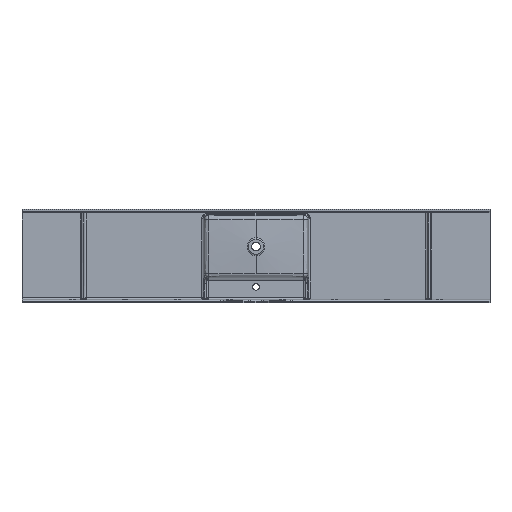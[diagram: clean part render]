
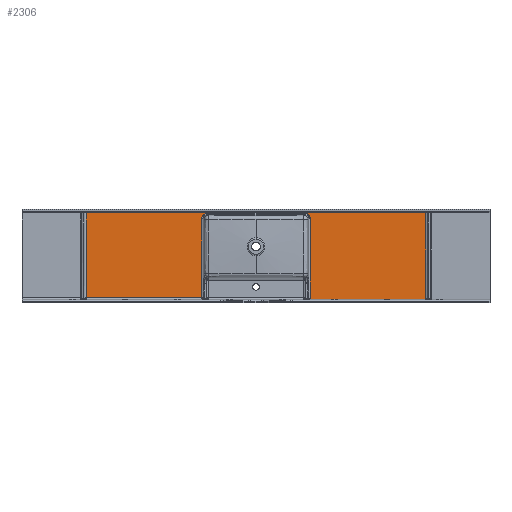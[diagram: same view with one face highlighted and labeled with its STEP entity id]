
A CAD part, front view. The second image highlights one B-rep face of the part: STEP entity #2306.
In plain terms, the highlighted planar face has unit normal (0, -1, 0).
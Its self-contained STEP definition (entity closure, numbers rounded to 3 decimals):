
#169 = DIRECTION ( 'NONE',  ( 0., 0., -1. ) ) ;
#287 = VERTEX_POINT ( 'NONE', #6192 ) ;
#299 = CARTESIAN_POINT ( 'NONE',  ( 259.418, -12., 178.979 ) ) ;
#359 = VECTOR ( 'NONE', #7094, 1000. ) ;
#392 = VECTOR ( 'NONE', #169, 1000. ) ;
#696 = ORIENTED_EDGE ( 'NONE', *, *, #7743, .T. ) ;
#707 = DIRECTION ( 'NONE',  ( 1., 0., 0. ) ) ;
#850 = EDGE_CURVE ( 'NONE', #8196, #6970, #3080, .T. ) ;
#1140 = CARTESIAN_POINT ( 'NONE',  ( 289.239, -12., -280.098 ) ) ;
#1145 = DIRECTION ( 'NONE',  ( 0., 0., 1. ) ) ;
#1327 = ORIENTED_EDGE ( 'NONE', *, *, #9173, .T. ) ;
#1352 = VECTOR ( 'NONE', #5209, 1000. ) ;
#1546 = LINE ( 'NONE', #4417, #2231 ) ;
#1593 = CARTESIAN_POINT ( 'NONE',  ( 285.9, -12., 164.519 ) ) ;
#1614 =( BOUNDED_CURVE ( )  B_SPLINE_CURVE ( 3, ( #3363, #7467, #1140, #6949 ),
 .UNSPECIFIED., .F., .T. ) 
 B_SPLINE_CURVE_WITH_KNOTS ( ( 4, 4 ),
 ( 3.734, 3.783 ),
 .UNSPECIFIED. ) 
 CURVE ( )  GEOMETRIC_REPRESENTATION_ITEM ( )  RATIONAL_B_SPLINE_CURVE ( ( 1., 1., 1., 1. ) ) 
 REPRESENTATION_ITEM ( '' )  );
#1633 = CARTESIAN_POINT ( 'NONE',  ( 0., -12., 0. ) ) ;
#1670 = VECTOR ( 'NONE', #707, 1000. ) ;
#1692 = DIRECTION ( 'NONE',  ( 0., 0., 1. ) ) ;
#1700 = EDGE_CURVE ( 'NONE', #3997, #4151, #1546, .T. ) ;
#1762 = EDGE_CURVE ( 'NONE', #5011, #2749, #8799, .T. ) ;
#1774 = CARTESIAN_POINT ( 'NONE',  ( 274.519, -12., 175.9 ) ) ;
#1907 = CARTESIAN_POINT ( 'NONE',  ( 288.979, -12., -280.089 ) ) ;
#2140 = VECTOR ( 'NONE', #1692, 1000. ) ;
#2231 = VECTOR ( 'NONE', #7180, 1000. ) ;
#2306 = ADVANCED_FACE ( 'NONE', ( #5061 ), #7973, .F. ) ;
#2517 = CARTESIAN_POINT ( 'NONE',  ( -907.342, -12., 180. ) ) ;
#2603 = CARTESIAN_POINT ( 'NONE',  ( -280.21, -12., 170.21 ) ) ;
#2711 = ORIENTED_EDGE ( 'NONE', *, *, #4697, .T. ) ;
#2744 = CARTESIAN_POINT ( 'NONE',  ( -288.979, -12., 149.02 ) ) ;
#2749 = VERTEX_POINT ( 'NONE', #4561 ) ;
#2935 = CARTESIAN_POINT ( 'NONE',  ( 259.02, -12., 178.979 ) ) ;
#3009 = ORIENTED_EDGE ( 'NONE', *, *, #6512, .T. ) ;
#3080 = LINE ( 'NONE', #299, #1352 ) ;
#3360 = VERTEX_POINT ( 'NONE', #8900 ) ;
#3363 = CARTESIAN_POINT ( 'NONE',  ( 288.979, -12., -280.089 ) ) ;
#3385 = CARTESIAN_POINT ( 'NONE',  ( -274.519, -12., 175.9 ) ) ;
#3488 = LINE ( 'NONE', #8351, #392 ) ;
#3490 = CARTESIAN_POINT ( 'NONE',  ( -280.21, -12., 170.21 ) ) ;
#3533 = EDGE_CURVE ( 'NONE', #4669, #3360, #3741, .T. ) ;
#3550 = CARTESIAN_POINT ( 'NONE',  ( 0., -12., -272.638 ) ) ;
#3613 = CARTESIAN_POINT ( 'NONE',  ( 0., -12., -280.098 ) ) ;
#3623 = CARTESIAN_POINT ( 'NONE',  ( -285.9, -12., 164.519 ) ) ;
#3741 =( BOUNDED_CURVE ( )  B_SPLINE_CURVE ( 3, ( #2744, #9095, #3623, #3490 ),
 .UNSPECIFIED., .F., .T. ) 
 B_SPLINE_CURVE_WITH_KNOTS ( ( 4, 4 ),
 ( 5.499, 6.283 ),
 .UNSPECIFIED. ) 
 CURVE ( )  GEOMETRIC_REPRESENTATION_ITEM ( )  RATIONAL_B_SPLINE_CURVE ( ( 1., 0.949, 0.949, 1. ) ) 
 REPRESENTATION_ITEM ( '' )  );
#3875 = ORIENTED_EDGE ( 'NONE', *, *, #6800, .T. ) ;
#3906 = CARTESIAN_POINT ( 'NONE',  ( 280.21, -12., 170.21 ) ) ;
#3986 = CARTESIAN_POINT ( 'NONE',  ( -267.079, -12., 178.979 ) ) ;
#3997 = VERTEX_POINT ( 'NONE', #7482 ) ;
#4005 = VERTEX_POINT ( 'NONE', #8583 ) ;
#4021 = ORIENTED_EDGE ( 'NONE', *, *, #850, .T. ) ;
#4151 = VERTEX_POINT ( 'NONE', #2517 ) ;
#4417 = CARTESIAN_POINT ( 'NONE',  ( -350., -12., 180. ) ) ;
#4508 = CARTESIAN_POINT ( 'NONE',  ( -259.02, -12., 178.979 ) ) ;
#4561 = CARTESIAN_POINT ( 'NONE',  ( 288.979, -12., 149.02 ) ) ;
#4564 = LINE ( 'NONE', #6588, #6275 ) ;
#4669 = VERTEX_POINT ( 'NONE', #4711 ) ;
#4697 = EDGE_CURVE ( 'NONE', #287, #4669, #7474, .T. ) ;
#4711 = CARTESIAN_POINT ( 'NONE',  ( -288.979, -12., 149.02 ) ) ;
#4737 = CARTESIAN_POINT ( 'NONE',  ( 259.02, -12., 178.979 ) ) ;
#4996 = ORIENTED_EDGE ( 'NONE', *, *, #5028, .T. ) ;
#5011 = VERTEX_POINT ( 'NONE', #7113 ) ;
#5019 = ORIENTED_EDGE ( 'NONE', *, *, #7771, .T. ) ;
#5028 = EDGE_CURVE ( 'NONE', #5860, #4005, #7028, .T. ) ;
#5034 = ORIENTED_EDGE ( 'NONE', *, *, #3533, .T. ) ;
#5061 = FACE_OUTER_BOUND ( 'NONE', #5500, .T. ) ;
#5209 = DIRECTION ( 'NONE',  ( 1., 0., 0. ) ) ;
#5408 =( BOUNDED_CURVE ( )  B_SPLINE_CURVE ( 3, ( #4737, #8112, #1774, #3906 ),
 .UNSPECIFIED., .F., .T. ) 
 B_SPLINE_CURVE_WITH_KNOTS ( ( 4, 4 ),
 ( 5.499, 6.283 ),
 .UNSPECIFIED. ) 
 CURVE ( )  GEOMETRIC_REPRESENTATION_ITEM ( )  RATIONAL_B_SPLINE_CURVE ( ( 1., 0.949, 0.949, 1. ) ) 
 REPRESENTATION_ITEM ( '' )  );
#5500 = EDGE_LOOP ( 'NONE', ( #6101, #1327, #3009, #2711, #5034, #8389, #4021, #6353, #5728, #696, #3875, #4996, #5019 ) ) ;
#5728 = ORIENTED_EDGE ( 'NONE', *, *, #1762, .T. ) ;
#5756 = CARTESIAN_POINT ( 'NONE',  ( 280.21, -12., 170.21 ) ) ;
#5860 = VERTEX_POINT ( 'NONE', #6263 ) ;
#5898 = LINE ( 'NONE', #8032, #2140 ) ;
#6048 =( BOUNDED_CURVE ( )  B_SPLINE_CURVE ( 3, ( #2603, #3385, #3986, #9086 ),
 .UNSPECIFIED., .F., .T. ) 
 B_SPLINE_CURVE_WITH_KNOTS ( ( 4, 4 ),
 ( 0., 0.784 ),
 .UNSPECIFIED. ) 
 CURVE ( )  GEOMETRIC_REPRESENTATION_ITEM ( )  RATIONAL_B_SPLINE_CURVE ( ( 1., 0.949, 0.949, 1. ) ) 
 REPRESENTATION_ITEM ( '' )  );
#6101 = ORIENTED_EDGE ( 'NONE', *, *, #1700, .T. ) ;
#6192 = CARTESIAN_POINT ( 'NONE',  ( -288.979, -12., -272.638 ) ) ;
#6263 = CARTESIAN_POINT ( 'NONE',  ( 289.369, -12., -280.098 ) ) ;
#6275 = VECTOR ( 'NONE', #7323, 1000. ) ;
#6353 = ORIENTED_EDGE ( 'NONE', *, *, #9054, .T. ) ;
#6512 = EDGE_CURVE ( 'NONE', #6804, #287, #7884, .T. ) ;
#6536 = CARTESIAN_POINT ( 'NONE',  ( 288.979, -12., 149.02 ) ) ;
#6588 = CARTESIAN_POINT ( 'NONE',  ( 288.979, -12., -280.098 ) ) ;
#6627 = DIRECTION ( 'NONE',  ( 0., 0., 1. ) ) ;
#6774 = CARTESIAN_POINT ( 'NONE',  ( -907.342, -12., -272.638 ) ) ;
#6800 = EDGE_CURVE ( 'NONE', #9047, #5860, #1614, .T. ) ;
#6804 = VERTEX_POINT ( 'NONE', #6774 ) ;
#6949 = CARTESIAN_POINT ( 'NONE',  ( 289.369, -12., -280.098 ) ) ;
#6970 = VERTEX_POINT ( 'NONE', #2935 ) ;
#7028 = LINE ( 'NONE', #3613, #1670 ) ;
#7094 = DIRECTION ( 'NONE',  ( 1., 0., 0. ) ) ;
#7113 = CARTESIAN_POINT ( 'NONE',  ( 280.21, -12., 170.21 ) ) ;
#7180 = DIRECTION ( 'NONE',  ( -1., 0., 0. ) ) ;
#7222 = CARTESIAN_POINT ( 'NONE',  ( 288.979, -12., 157.079 ) ) ;
#7265 = DIRECTION ( 'NONE',  ( 0., 1., 0. ) ) ;
#7323 = DIRECTION ( 'NONE',  ( 0., 0., -1. ) ) ;
#7467 = CARTESIAN_POINT ( 'NONE',  ( 289.109, -12., -280.095 ) ) ;
#7474 = LINE ( 'NONE', #8274, #8016 ) ;
#7482 = CARTESIAN_POINT ( 'NONE',  ( 907.342, -12., 180. ) ) ;
#7743 = EDGE_CURVE ( 'NONE', #2749, #9047, #4564, .T. ) ;
#7771 = EDGE_CURVE ( 'NONE', #4005, #3997, #5898, .T. ) ;
#7884 = LINE ( 'NONE', #3550, #359 ) ;
#7973 = PLANE ( 'NONE',  #8317 ) ;
#8016 = VECTOR ( 'NONE', #1145, 1000. ) ;
#8032 = CARTESIAN_POINT ( 'NONE',  ( 907.342, -12., 180. ) ) ;
#8112 = CARTESIAN_POINT ( 'NONE',  ( 267.079, -12., 178.979 ) ) ;
#8196 = VERTEX_POINT ( 'NONE', #4508 ) ;
#8274 = CARTESIAN_POINT ( 'NONE',  ( -288.979, -12., 149.418 ) ) ;
#8317 = AXIS2_PLACEMENT_3D ( 'NONE', #1633, #7265, #6627 ) ;
#8336 = EDGE_CURVE ( 'NONE', #3360, #8196, #6048, .T. ) ;
#8351 = CARTESIAN_POINT ( 'NONE',  ( -907.342, -12., 0. ) ) ;
#8389 = ORIENTED_EDGE ( 'NONE', *, *, #8336, .T. ) ;
#8583 = CARTESIAN_POINT ( 'NONE',  ( 907.342, -12., -280.098 ) ) ;
#8799 =( BOUNDED_CURVE ( )  B_SPLINE_CURVE ( 3, ( #5756, #1593, #7222, #6536 ),
 .UNSPECIFIED., .F., .T. ) 
 B_SPLINE_CURVE_WITH_KNOTS ( ( 4, 4 ),
 ( 0., 0.784 ),
 .UNSPECIFIED. ) 
 CURVE ( )  GEOMETRIC_REPRESENTATION_ITEM ( )  RATIONAL_B_SPLINE_CURVE ( ( 1., 0.949, 0.949, 1. ) ) 
 REPRESENTATION_ITEM ( '' )  );
#8900 = CARTESIAN_POINT ( 'NONE',  ( -280.21, -12., 170.21 ) ) ;
#9047 = VERTEX_POINT ( 'NONE', #1907 ) ;
#9054 = EDGE_CURVE ( 'NONE', #6970, #5011, #5408, .T. ) ;
#9086 = CARTESIAN_POINT ( 'NONE',  ( -259.02, -12., 178.979 ) ) ;
#9095 = CARTESIAN_POINT ( 'NONE',  ( -288.979, -12., 157.079 ) ) ;
#9173 = EDGE_CURVE ( 'NONE', #4151, #6804, #3488, .T. ) ;
